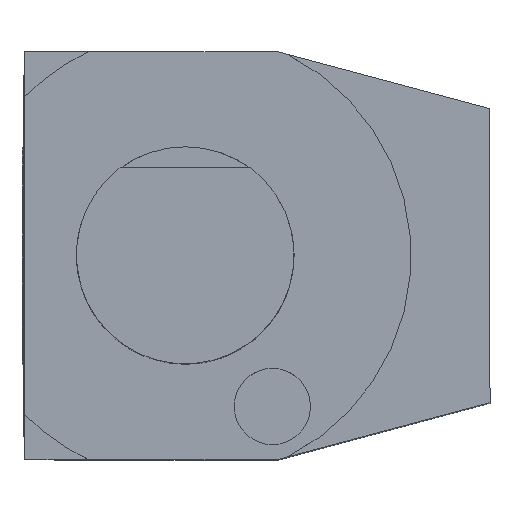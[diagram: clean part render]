
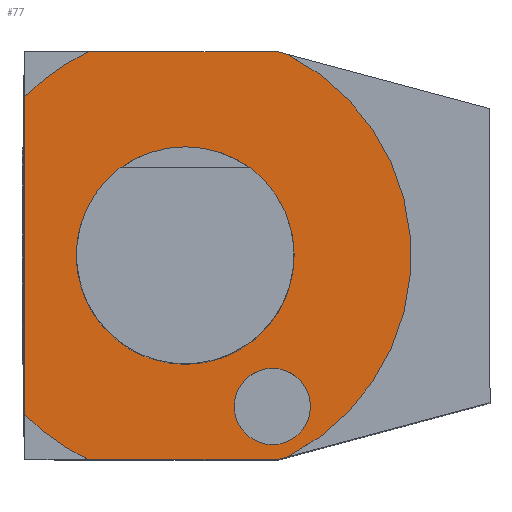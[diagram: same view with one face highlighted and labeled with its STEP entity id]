
A CAD part, top view. The second image highlights one B-rep face of the part: STEP entity #77.
In plain terms, the highlighted planar face has unit normal (0, 0, 1).
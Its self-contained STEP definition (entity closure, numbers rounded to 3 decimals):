
#77=ADVANCED_FACE('',(#138,#139,#140),#115,.F.);
#115=PLANE('',#684);
#138=FACE_BOUND('',#157,.T.);
#139=FACE_BOUND('',#158,.T.);
#140=FACE_BOUND('',#159,.T.);
#157=EDGE_LOOP('',(#235,#236,#237,#238,#239,#240,#241,#242));
#158=EDGE_LOOP('',(#243));
#159=EDGE_LOOP('',(#244));
#205=CIRCLE('',#679,41.5);
#206=CIRCLE('',#680,41.5);
#207=CIRCLE('',#681,41.5);
#208=CIRCLE('',#682,19.996);
#209=CIRCLE('',#683,7.007);
#235=ORIENTED_EDGE('',*,*,#464,.T.);
#236=ORIENTED_EDGE('',*,*,#465,.F.);
#237=ORIENTED_EDGE('',*,*,#466,.F.);
#238=ORIENTED_EDGE('',*,*,#467,.F.);
#239=ORIENTED_EDGE('',*,*,#468,.F.);
#240=ORIENTED_EDGE('',*,*,#469,.T.);
#241=ORIENTED_EDGE('',*,*,#470,.F.);
#242=ORIENTED_EDGE('',*,*,#471,.F.);
#243=ORIENTED_EDGE('',*,*,#472,.F.);
#244=ORIENTED_EDGE('',*,*,#473,.F.);
#405=VERTEX_POINT('',#950);
#406=VERTEX_POINT('',#951);
#407=VERTEX_POINT('',#953);
#408=VERTEX_POINT('',#955);
#409=VERTEX_POINT('',#957);
#410=VERTEX_POINT('',#959);
#411=VERTEX_POINT('',#961);
#412=VERTEX_POINT('',#963);
#413=VERTEX_POINT('',#966);
#414=VERTEX_POINT('',#968);
#464=EDGE_CURVE('',#405,#406,#549,.T.);
#465=EDGE_CURVE('',#407,#406,#550,.T.);
#466=EDGE_CURVE('',#408,#407,#205,.T.);
#467=EDGE_CURVE('',#409,#408,#551,.T.);
#468=EDGE_CURVE('',#410,#409,#206,.T.);
#469=EDGE_CURVE('',#410,#411,#552,.T.);
#470=EDGE_CURVE('',#412,#411,#553,.T.);
#471=EDGE_CURVE('',#405,#412,#207,.T.);
#472=EDGE_CURVE('',#413,#413,#208,.T.);
#473=EDGE_CURVE('',#414,#414,#209,.T.);
#549=LINE('',#949,#603);
#550=LINE('',#952,#604);
#551=LINE('',#956,#605);
#552=LINE('',#960,#606);
#553=LINE('',#962,#607);
#603=VECTOR('',#755,1.);
#604=VECTOR('',#756,1.);
#605=VECTOR('',#759,1.);
#606=VECTOR('',#762,1.);
#607=VECTOR('',#763,1.);
#679=AXIS2_PLACEMENT_3D('',#954,#757,#758);
#680=AXIS2_PLACEMENT_3D('',#958,#760,#761);
#681=AXIS2_PLACEMENT_3D('',#964,#764,#765);
#682=AXIS2_PLACEMENT_3D('',#965,#766,#767);
#683=AXIS2_PLACEMENT_3D('',#967,#768,#769);
#684=AXIS2_PLACEMENT_3D('',#969,#770,#771);
#755=DIRECTION('',(-0.966,0.259,0.));
#756=DIRECTION('',(1.,0.,0.));
#757=DIRECTION('',(0.,0.,-1.));
#758=DIRECTION('',(0.,1.,0.));
#759=DIRECTION('',(0.,1.,0.));
#760=DIRECTION('',(0.,0.,-1.));
#761=DIRECTION('',(0.,1.,0.));
#762=DIRECTION('',(1.,0.,0.));
#763=DIRECTION('',(-0.966,-0.259,0.));
#764=DIRECTION('',(0.,0.,-1.));
#765=DIRECTION('',(0.,1.,0.));
#766=DIRECTION('',(0.,0.,1.));
#767=DIRECTION('',(0.,1.,0.));
#768=DIRECTION('',(0.,0.,1.));
#769=DIRECTION('',(0.,1.,0.));
#770=DIRECTION('',(0.,0.,-1.));
#771=DIRECTION('',(0.,1.,0.));
#949=CARTESIAN_POINT('',(0.133,41.997,0.));
#950=CARTESIAN_POINT('',(18.811,36.992,0.));
#951=CARTESIAN_POINT('',(16.914,37.5,0.));
#952=CARTESIAN_POINT('',(0.,37.5,0.));
#953=CARTESIAN_POINT('',(-17.776,37.5,0.));
#954=CARTESIAN_POINT('',(0.,0.,0.));
#955=CARTESIAN_POINT('',(-29.5,29.189,0.));
#956=CARTESIAN_POINT('',(-29.5,41.5,0.));
#957=CARTESIAN_POINT('',(-29.5,-29.189,0.));
#958=CARTESIAN_POINT('',(0.,0.,0.));
#959=CARTESIAN_POINT('',(-17.776,-37.5,0.));
#960=CARTESIAN_POINT('',(0.,-37.5,0.));
#961=CARTESIAN_POINT('',(16.914,-37.5,0.));
#962=CARTESIAN_POINT('',(20.883,-36.437,0.));
#963=CARTESIAN_POINT('',(18.811,-36.992,0.));
#964=CARTESIAN_POINT('',(0.,0.,0.));
#965=CARTESIAN_POINT('',(0.,0.,0.));
#966=CARTESIAN_POINT('',(0.,19.996,0.));
#967=CARTESIAN_POINT('',(16.,-27.713,0.));
#968=CARTESIAN_POINT('',(16.,-20.706,0.));
#969=CARTESIAN_POINT('',(0.,41.5,0.));
